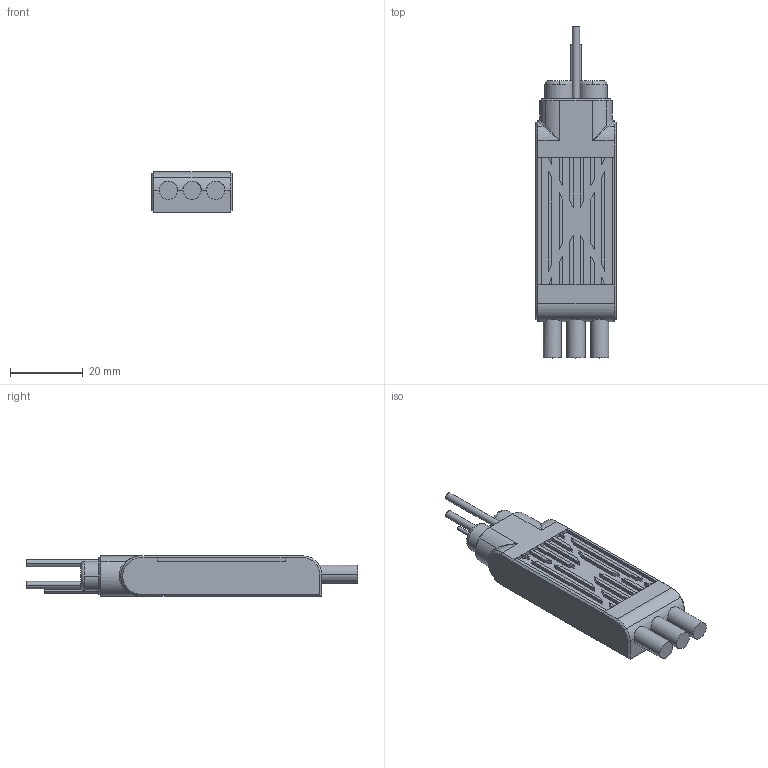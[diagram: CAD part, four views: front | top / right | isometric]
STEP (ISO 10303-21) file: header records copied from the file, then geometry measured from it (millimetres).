
FILE_DESCRIPTION (( 'STEP AP203' ), '1' );
FILE_NAME ('XRotor Pro 40A-COB.STEP', '2022-07-07T03:52:31', ( '' ), ( '' ), 'SwSTEP 2.0', 'SolidWorks 2020', '' );
FILE_SCHEMA (( 'CONFIG_CONTROL_DESIGN' ));
Length unit declared in the file: millimetre
Products named in the file (1): XRotor Pro 40A-COB
Bounding box: 22 x 91 x 11 mm (x, y, z)
Volume: 14919.6 mm3; surface area: 7390.4 mm2
Topology: 2 solids, 2 shells, 163 faces, 413 edges, 262 vertices
Faces by surface type: plane 111, cylinder 34, cone 12, torus 4, bspline 2
Entity records: 5136 total; most frequent: CARTESIAN_POINT 1122, ORIENTED_EDGE 818, DIRECTION 799, EDGE_CURVE 409, LINE 317, VECTOR 317, VERTEX_POINT 262, AXIS2_PLACEMENT_3D 241
